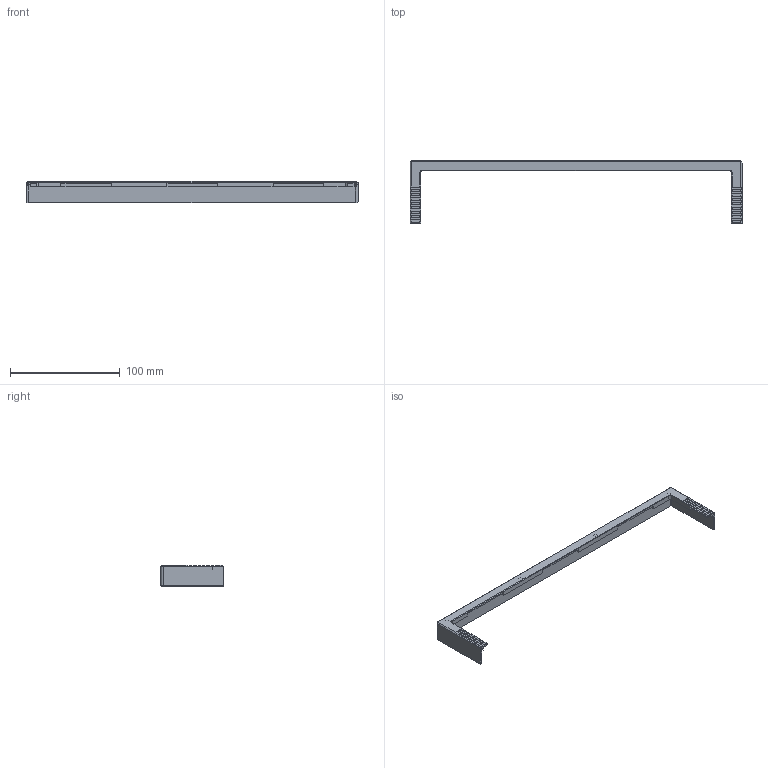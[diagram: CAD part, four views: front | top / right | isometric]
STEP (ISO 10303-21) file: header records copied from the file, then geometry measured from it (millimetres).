
FILE_DESCRIPTION(('HOOPS Exchange Step'),'2;1');
FILE_NAME('temp_export','2024-07-11T01:11:44-16:00',('13271'),('Shapr3D Limited'),'HOOPS Exchange 2024.2','Shapr3D','Authorized');
FILE_SCHEMA( ('AUTOMOTIVE_DESIGN { 1 0 10303 214 1 1 1 1 }') );
Length unit declared in the file: millimetre
Products named in the file (1): outer_case_2
Bounding box: 302.44 x 56.74 x 19.2 mm (x, y, z)
Volume: 28635.7 mm3; surface area: 23097.2 mm2
Topology: 1 solids, 1 shells, 153 faces, 427 edges, 282 vertices
Faces by surface type: plane 135, cylinder 12, cone 6
Full cylindrical faces by diameter (mm): 3.5 x4
Entity records: 4855 total; most frequent: CARTESIAN_POINT 863, ORIENTED_EDGE 854, DIRECTION 769, EDGE_CURVE 427, VECTOR 393, LINE 393, VERTEX_POINT 282, AXIS2_PLACEMENT_3D 188
